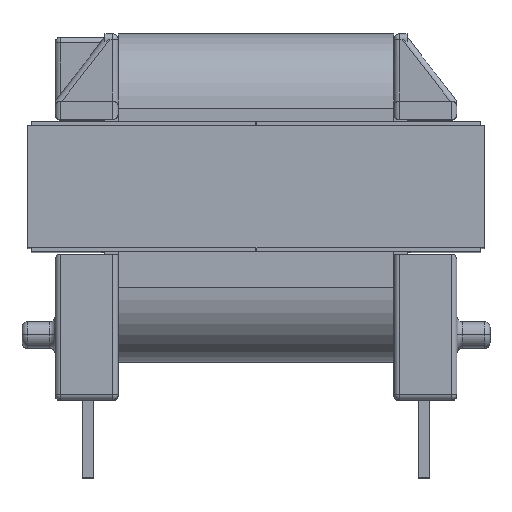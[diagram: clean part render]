
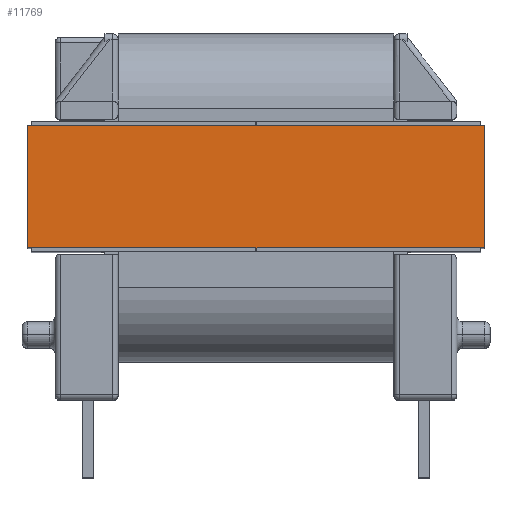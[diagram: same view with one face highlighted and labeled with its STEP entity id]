
A CAD part, top view. The second image highlights one B-rep face of the part: STEP entity #11769.
In plain terms, the highlighted face is planar.
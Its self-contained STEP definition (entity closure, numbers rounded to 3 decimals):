
#236 = CARTESIAN_POINT ( 'NONE',  ( 20.56, -20.96, 0. ) ) ;
#809 = ORIENTED_EDGE ( 'NONE', *, *, #12047, .T. ) ;
#1870 = CARTESIAN_POINT ( 'NONE',  ( 20.56, -20.96, 0. ) ) ;
#2223 = ORIENTED_EDGE ( 'NONE', *, *, #7708, .F. ) ;
#2715 = EDGE_LOOP ( 'NONE', ( #9343, #2223, #5843, #809 ) ) ;
#3792 = CARTESIAN_POINT ( 'NONE',  ( 20.56, -20.96, -5.54 ) ) ;
#4363 = DIRECTION ( 'NONE',  ( 0., -1., 0. ) ) ;
#4703 = LINE ( 'NONE', #5102, #16278 ) ;
#5024 = DIRECTION ( 'NONE',  ( 0., 0., 1. ) ) ;
#5061 = VECTOR ( 'NONE', #7508, 1000. ) ;
#5102 = CARTESIAN_POINT ( 'NONE',  ( 20.56, -20.96, -5.54 ) ) ;
#5269 = CARTESIAN_POINT ( 'NONE',  ( -0.16, -20.96, -5.54 ) ) ;
#5592 = FACE_OUTER_BOUND ( 'NONE', #2715, .T. ) ;
#5843 = ORIENTED_EDGE ( 'NONE', *, *, #14439, .T. ) ;
#5922 = LINE ( 'NONE', #1870, #5061 ) ;
#6096 = VERTEX_POINT ( 'NONE', #5269 ) ;
#6970 = VERTEX_POINT ( 'NONE', #236 ) ;
#7112 = PLANE ( 'NONE',  #9521 ) ;
#7508 = DIRECTION ( 'NONE',  ( 1., 0., 0. ) ) ;
#7708 = EDGE_CURVE ( 'NONE', #6096, #13691, #8727, .T. ) ;
#8706 = CARTESIAN_POINT ( 'NONE',  ( -0.16, -20.96, 0. ) ) ;
#8727 = LINE ( 'NONE', #14783, #12879 ) ;
#9343 = ORIENTED_EDGE ( 'NONE', *, *, #13778, .F. ) ;
#9521 = AXIS2_PLACEMENT_3D ( 'NONE', #12714, #4363, #14136 ) ;
#9606 = VECTOR ( 'NONE', #13557, 1000. ) ;
#11720 = CARTESIAN_POINT ( 'NONE',  ( 20.56, -20.96, -5.54 ) ) ;
#11769 = ADVANCED_FACE ( 'NONE', ( #5592 ), #7112, .T. ) ;
#12047 = EDGE_CURVE ( 'NONE', #15225, #6970, #4703, .T. ) ;
#12714 = CARTESIAN_POINT ( 'NONE',  ( 20.56, -20.96, -5.54 ) ) ;
#12879 = VECTOR ( 'NONE', #5024, 1000. ) ;
#13310 = LINE ( 'NONE', #3792, #9606 ) ;
#13557 = DIRECTION ( 'NONE',  ( 1., 0., 0. ) ) ;
#13691 = VERTEX_POINT ( 'NONE', #8706 ) ;
#13778 = EDGE_CURVE ( 'NONE', #13691, #6970, #5922, .T. ) ;
#14136 = DIRECTION ( 'NONE',  ( 1., 0., 0. ) ) ;
#14439 = EDGE_CURVE ( 'NONE', #6096, #15225, #13310, .T. ) ;
#14783 = CARTESIAN_POINT ( 'NONE',  ( -0.16, -20.96, -5.54 ) ) ;
#14858 = DIRECTION ( 'NONE',  ( 0., 0., 1. ) ) ;
#15225 = VERTEX_POINT ( 'NONE', #11720 ) ;
#16278 = VECTOR ( 'NONE', #14858, 1000. ) ;
